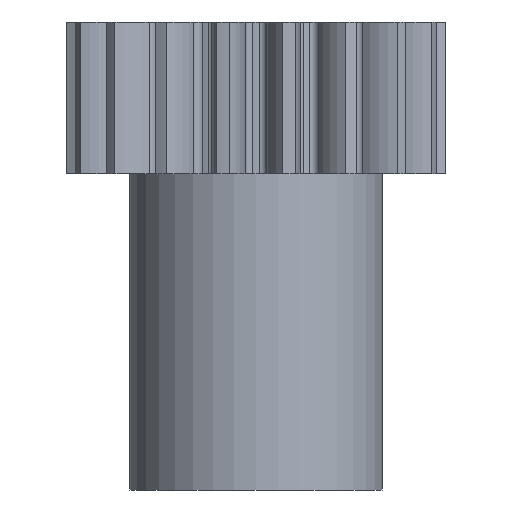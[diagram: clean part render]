
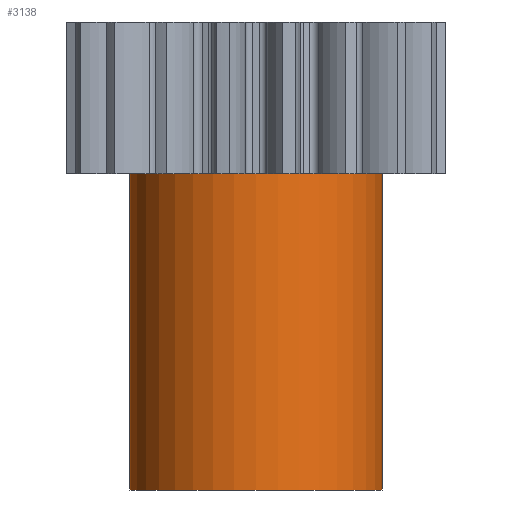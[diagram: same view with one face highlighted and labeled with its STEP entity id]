
A CAD part, front view. The second image highlights one B-rep face of the part: STEP entity #3138.
In plain terms, the highlighted cylindrical face has radius 10 mm (diameter 20 mm), a partial arc.
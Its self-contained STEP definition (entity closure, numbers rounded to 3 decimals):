
#416 = CYLINDRICAL_SURFACE ( 'NONE', #469, 10. ) ;
#420 = AXIS2_PLACEMENT_3D ( 'NONE', #462, #457, #456 ) ;
#421 = CARTESIAN_POINT ( 'NONE',  ( 0., 0., -25. ) ) ;
#453 = DIRECTION ( 'NONE',  ( 1., 0., 0. ) ) ;
#454 = DIRECTION ( 'NONE',  ( 0., 0., 1. ) ) ;
#456 = DIRECTION ( 'NONE',  ( 1., 0., 0. ) ) ;
#457 = DIRECTION ( 'NONE',  ( 0., 0., 1. ) ) ;
#462 = CARTESIAN_POINT ( 'NONE',  ( 0., 0., -25. ) ) ;
#463 = FACE_OUTER_BOUND ( 'NONE', #3154, .T. ) ;
#469 = AXIS2_PLACEMENT_3D ( 'NONE', #421, #454, #453 ) ;
#471 = CIRCLE ( 'NONE', #420, 10. ) ;
#812 = CARTESIAN_POINT ( 'NONE',  ( -10., 0., 0. ) ) ;
#825 = CARTESIAN_POINT ( 'NONE',  ( 10., 0., -25. ) ) ;
#969 = LINE ( 'NONE', #994, #993 ) ;
#988 = CARTESIAN_POINT ( 'NONE',  ( 10., 0., 0. ) ) ;
#990 = DIRECTION ( 'NONE',  ( 0., 0., 1. ) ) ;
#991 = CARTESIAN_POINT ( 'NONE',  ( 10., 0., -25. ) ) ;
#992 = DIRECTION ( 'NONE',  ( 0., 0., 1. ) ) ;
#993 = VECTOR ( 'NONE', #992, 1000. ) ;
#994 = CARTESIAN_POINT ( 'NONE',  ( -10., 0., -25. ) ) ;
#1006 = LINE ( 'NONE', #991, #1038 ) ;
#1038 = VECTOR ( 'NONE', #990, 1000. ) ;
#1051 = CARTESIAN_POINT ( 'NONE',  ( -10., 0., -25. ) ) ;
#1132 = CIRCLE ( 'NONE', #1188, 10. ) ;
#1185 = DIRECTION ( 'NONE',  ( 1., 0., 0. ) ) ;
#1186 = DIRECTION ( 'NONE',  ( 0., 0., 1. ) ) ;
#1187 = CARTESIAN_POINT ( 'NONE',  ( 0., 0., 0. ) ) ;
#1188 = AXIS2_PLACEMENT_3D ( 'NONE', #1187, #1186, #1185 ) ;
#3121 = ORIENTED_EDGE ( 'NONE', *, *, #3645, .F. ) ;
#3129 = ORIENTED_EDGE ( 'NONE', *, *, #3136, .T. ) ;
#3135 = ORIENTED_EDGE ( 'NONE', *, *, #3651, .T. ) ;
#3136 = EDGE_CURVE ( 'NONE', #3679, #3490, #471, .T. ) ;
#3138 = ADVANCED_FACE ( 'NONE', ( #463 ), #416, .T. ) ;
#3154 = EDGE_LOOP ( 'NONE', ( #3121, #3129, #3135, #3383 ) ) ;
#3383 = ORIENTED_EDGE ( 'NONE', *, *, #3594, .F. ) ;
#3490 = VERTEX_POINT ( 'NONE', #825 ) ;
#3492 = VERTEX_POINT ( 'NONE', #812 ) ;
#3594 = EDGE_CURVE ( 'NONE', #3492, #3647, #1132, .T. ) ;
#3645 = EDGE_CURVE ( 'NONE', #3679, #3492, #969, .T. ) ;
#3647 = VERTEX_POINT ( 'NONE', #988 ) ;
#3651 = EDGE_CURVE ( 'NONE', #3490, #3647, #1006, .T. ) ;
#3679 = VERTEX_POINT ( 'NONE', #1051 ) ;
